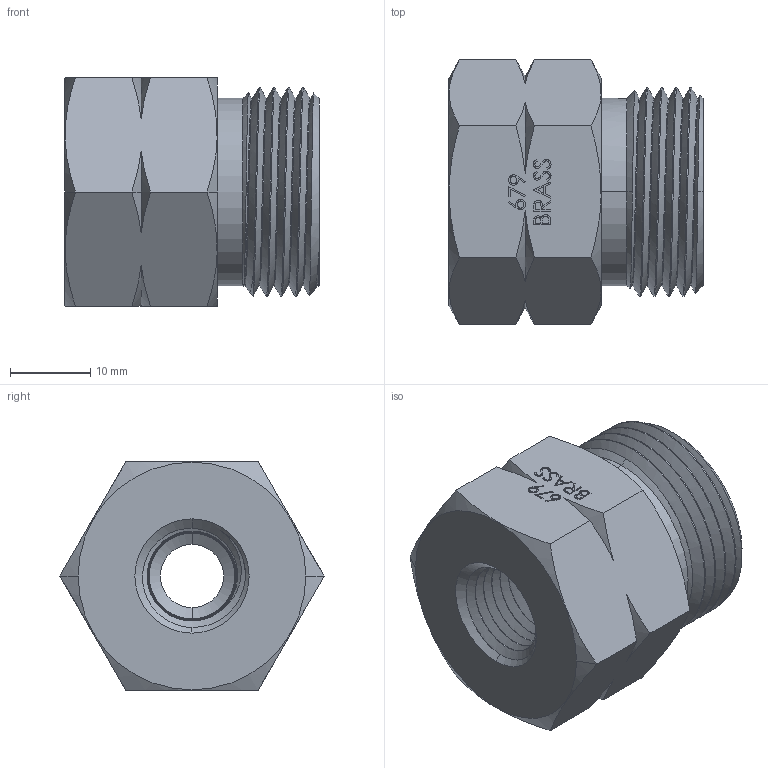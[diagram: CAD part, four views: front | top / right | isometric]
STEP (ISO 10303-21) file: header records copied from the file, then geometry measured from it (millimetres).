
FILE_DESCRIPTION (( 'STEP AP203' ), '1' );
FILE_NAME ('AD-679MBR-4FNPT.STEP', '2025-09-22T13:42:48', ( '' ), ( '' ), 'SwSTEP 2.0', 'SolidWorks 2018', '' );
FILE_SCHEMA (( 'CONFIG_CONTROL_DESIGN' ));
Length unit declared in the file: inch
Products named in the file (1): AD-679MBR-4FNPT
Bounding box: 31.75 x 33 x 28.57 mm (x, y, z)
Volume: 16123.5 mm3; surface area: 6109.6 mm2
Topology: 1 solids, 1 shells, 201 faces, 535 edges, 352 vertices
Faces by surface type: plane 71, bspline 68, cone 43, cylinder 19
Entity records: 16616 total; most frequent: CARTESIAN_POINT 12169, ORIENTED_EDGE 1070, DIRECTION 601, EDGE_CURVE 535, VERTEX_POINT 352, VECTOR 261, LINE 261, B_SPLINE_CURVE_WITH_KNOTS 238
